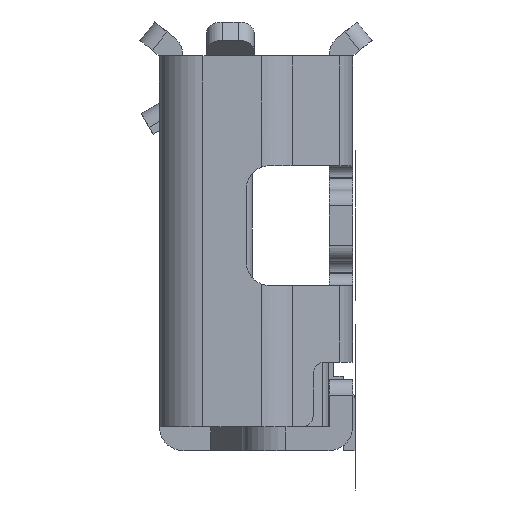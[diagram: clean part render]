
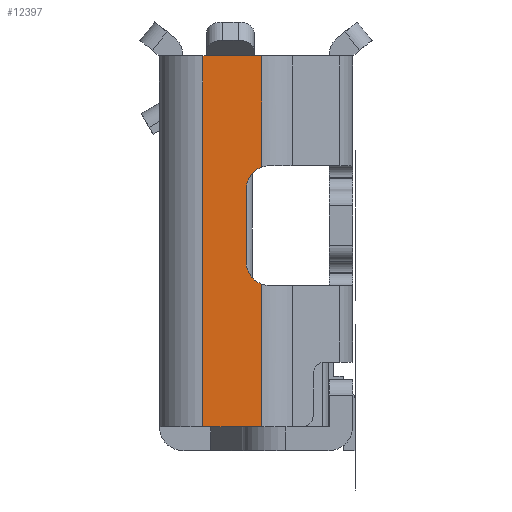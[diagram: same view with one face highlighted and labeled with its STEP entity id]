
A CAD part, left-side view. The second image highlights one B-rep face of the part: STEP entity #12397.
In plain terms, the highlighted planar face has unit normal (-1, 0, 0).
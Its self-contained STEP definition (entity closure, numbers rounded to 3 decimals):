
#250 = CARTESIAN_POINT ( 'NONE',  ( -3.75, -0.071, -2.35 ) ) ;
#331 = CIRCLE ( 'NONE', #7807, 0.3 ) ;
#363 = VERTEX_POINT ( 'NONE', #12613 ) ;
#539 = VERTEX_POINT ( 'NONE', #11685 ) ;
#617 = ORIENTED_EDGE ( 'NONE', *, *, #6413, .T. ) ;
#628 = ORIENTED_EDGE ( 'NONE', *, *, #9056, .F. ) ;
#808 = PLANE ( 'NONE',  #11616 ) ;
#980 = DIRECTION ( 'NONE',  ( 0., 0., 1. ) ) ;
#1057 = CARTESIAN_POINT ( 'NONE',  ( -3.75, 0.675, -2.35 ) ) ;
#1082 = EDGE_CURVE ( 'NONE', #8299, #9194, #2962, .T. ) ;
#1270 = DIRECTION ( 'NONE',  ( 1., 0., 0. ) ) ;
#1387 = EDGE_CURVE ( 'NONE', #4371, #7573, #9795, .T. ) ;
#1704 = CARTESIAN_POINT ( 'NONE',  ( -3.75, 0.675, -2.35 ) ) ;
#1820 = VECTOR ( 'NONE', #1910, 1000. ) ;
#1910 = DIRECTION ( 'NONE',  ( 0., -1., 0. ) ) ;
#1944 = LINE ( 'NONE', #250, #7766 ) ;
#2037 = DIRECTION ( 'NONE',  ( 0., 0., 1. ) ) ;
#2962 = LINE ( 'NONE', #4527, #8090 ) ;
#3102 = FACE_OUTER_BOUND ( 'NONE', #3586, .T. ) ;
#3254 = ORIENTED_EDGE ( 'NONE', *, *, #6692, .T. ) ;
#3282 = VECTOR ( 'NONE', #9141, 1000. ) ;
#3586 = EDGE_LOOP ( 'NONE', ( #12499, #10372, #4122, #13059, #628, #6188, #617, #12287, #3254, #5259 ) ) ;
#4122 = ORIENTED_EDGE ( 'NONE', *, *, #1082, .T. ) ;
#4371 = VERTEX_POINT ( 'NONE', #1057 ) ;
#4527 = CARTESIAN_POINT ( 'NONE',  ( -3.75, 0.675, 2.35 ) ) ;
#4586 = EDGE_CURVE ( 'NONE', #11307, #9008, #331, .T. ) ;
#4728 = LINE ( 'NONE', #12852, #1820 ) ;
#5099 = DIRECTION ( 'NONE',  ( 0., 0., 1. ) ) ;
#5259 = ORIENTED_EDGE ( 'NONE', *, *, #11699, .T. ) ;
#5269 = CARTESIAN_POINT ( 'NONE',  ( -3.75, 0.675, -2.35 ) ) ;
#5300 = VECTOR ( 'NONE', #6515, 1000. ) ;
#5366 = VERTEX_POINT ( 'NONE', #6451 ) ;
#5513 = EDGE_CURVE ( 'NONE', #9194, #10426, #12793, .T. ) ;
#5614 = DIRECTION ( 'NONE',  ( 0., 1., 0. ) ) ;
#5693 = CARTESIAN_POINT ( 'NONE',  ( -3.75, 0.025, 2.35 ) ) ;
#5806 = CARTESIAN_POINT ( 'NONE',  ( -3.75, -0.175, 0.66 ) ) ;
#6188 = ORIENTED_EDGE ( 'NONE', *, *, #1387, .F. ) ;
#6413 = EDGE_CURVE ( 'NONE', #4371, #363, #4728, .T. ) ;
#6451 = CARTESIAN_POINT ( 'NONE',  ( -3.75, 0.125, -0.26 ) ) ;
#6515 = DIRECTION ( 'NONE',  ( 0., -1., 0. ) ) ;
#6692 = EDGE_CURVE ( 'NONE', #539, #5366, #6780, .T. ) ;
#6780 = CIRCLE ( 'NONE', #11363, 0.3 ) ;
#6822 = CARTESIAN_POINT ( 'NONE',  ( -3.75, 0.675, 2.35 ) ) ;
#6904 = VECTOR ( 'NONE', #980, 1000. ) ;
#6919 = DIRECTION ( 'NONE',  ( 0., 0., -1. ) ) ;
#7260 = LINE ( 'NONE', #13846, #12368 ) ;
#7556 = LINE ( 'NONE', #14132, #5300 ) ;
#7570 = EDGE_CURVE ( 'NONE', #9008, #8299, #1944, .T. ) ;
#7573 = VERTEX_POINT ( 'NONE', #6822 ) ;
#7766 = VECTOR ( 'NONE', #7918, 1000. ) ;
#7807 = AXIS2_PLACEMENT_3D ( 'NONE', #5806, #13444, #6919 ) ;
#7834 = CARTESIAN_POINT ( 'NONE',  ( -3.75, -0.175, -0.26 ) ) ;
#7918 = DIRECTION ( 'NONE',  ( 0., 0., 1. ) ) ;
#8045 = CARTESIAN_POINT ( 'NONE',  ( -3.75, -0.071, -2.35 ) ) ;
#8090 = VECTOR ( 'NONE', #5614, 1000. ) ;
#8299 = VERTEX_POINT ( 'NONE', #11192 ) ;
#8359 = EDGE_CURVE ( 'NONE', #363, #539, #8749, .T. ) ;
#8466 = CARTESIAN_POINT ( 'NONE',  ( -3.75, 0.675, 2.35 ) ) ;
#8513 = DIRECTION ( 'NONE',  ( 0., 1., 0. ) ) ;
#8569 = DIRECTION ( 'NONE',  ( -1., 0., 0. ) ) ;
#8749 = LINE ( 'NONE', #8045, #3282 ) ;
#8918 = DIRECTION ( 'NONE',  ( 0., 0., 1. ) ) ;
#9008 = VERTEX_POINT ( 'NONE', #9705 ) ;
#9056 = EDGE_CURVE ( 'NONE', #7573, #10426, #7556, .T. ) ;
#9141 = DIRECTION ( 'NONE',  ( 0., 0., 1. ) ) ;
#9194 = VERTEX_POINT ( 'NONE', #5693 ) ;
#9705 = CARTESIAN_POINT ( 'NONE',  ( -3.75, -0.071, 0.942 ) ) ;
#9795 = LINE ( 'NONE', #1704, #6904 ) ;
#9880 = VECTOR ( 'NONE', #8513, 1000. ) ;
#10372 = ORIENTED_EDGE ( 'NONE', *, *, #7570, .T. ) ;
#10426 = VERTEX_POINT ( 'NONE', #11425 ) ;
#11192 = CARTESIAN_POINT ( 'NONE',  ( -3.75, -0.071, 2.35 ) ) ;
#11307 = VERTEX_POINT ( 'NONE', #12936 ) ;
#11363 = AXIS2_PLACEMENT_3D ( 'NONE', #7834, #1270, #8918 ) ;
#11425 = CARTESIAN_POINT ( 'NONE',  ( -3.75, 0.625, 2.35 ) ) ;
#11616 = AXIS2_PLACEMENT_3D ( 'NONE', #5269, #8569, #2037 ) ;
#11685 = CARTESIAN_POINT ( 'NONE',  ( -3.75, -0.071, -0.542 ) ) ;
#11699 = EDGE_CURVE ( 'NONE', #5366, #11307, #7260, .T. ) ;
#12287 = ORIENTED_EDGE ( 'NONE', *, *, #8359, .T. ) ;
#12368 = VECTOR ( 'NONE', #5099, 1000. ) ;
#12397 = ADVANCED_FACE ( 'NONE', ( #3102 ), #808, .T. ) ;
#12499 = ORIENTED_EDGE ( 'NONE', *, *, #4586, .T. ) ;
#12613 = CARTESIAN_POINT ( 'NONE',  ( -3.75, -0.071, -2.35 ) ) ;
#12793 = LINE ( 'NONE', #8466, #9880 ) ;
#12852 = CARTESIAN_POINT ( 'NONE',  ( -3.75, 0., -2.35 ) ) ;
#12936 = CARTESIAN_POINT ( 'NONE',  ( -3.75, 0.125, 0.66 ) ) ;
#13059 = ORIENTED_EDGE ( 'NONE', *, *, #5513, .T. ) ;
#13444 = DIRECTION ( 'NONE',  ( 1., 0., 0. ) ) ;
#13846 = CARTESIAN_POINT ( 'NONE',  ( -3.75, 0.125, -2.35 ) ) ;
#14132 = CARTESIAN_POINT ( 'NONE',  ( -3.75, 0., 2.35 ) ) ;
